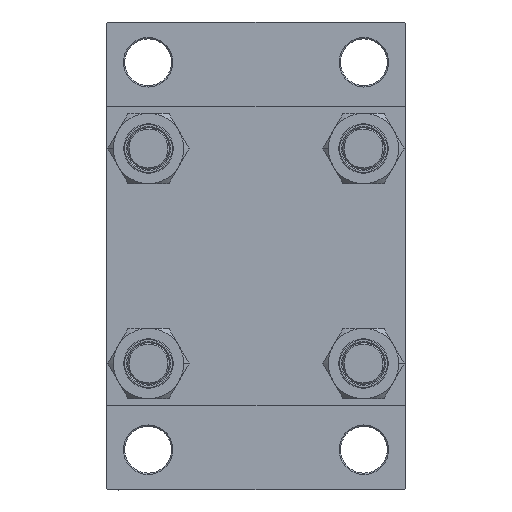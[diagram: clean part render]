
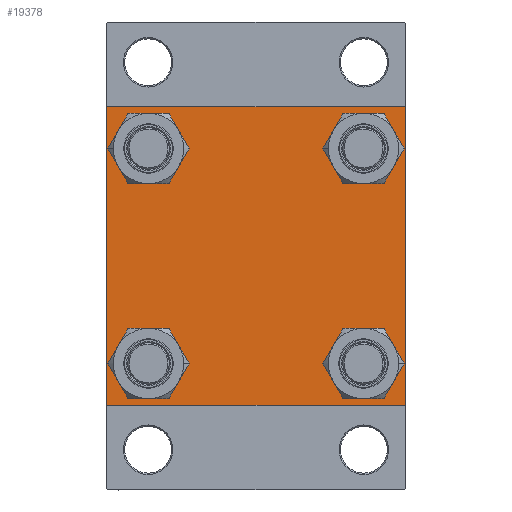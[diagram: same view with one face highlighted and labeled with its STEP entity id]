
A CAD part, left-side view. The second image highlights one B-rep face of the part: STEP entity #19378.
In plain terms, the highlighted planar face has unit normal (-1, 0, 0).
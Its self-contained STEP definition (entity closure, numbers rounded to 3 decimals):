
#569 = ORIENTED_EDGE ( 'NONE', *, *, #933, .T. ) ;
#842 = LINE ( 'NONE', #8582, #10167 ) ;
#933 = EDGE_CURVE ( 'NONE', #42881, #18314, #13273, .T. ) ;
#1061 = CIRCLE ( 'NONE', #38181, 8.5 ) ;
#2068 = VECTOR ( 'NONE', #45351, 1000. ) ;
#2235 = CARTESIAN_POINT ( 'NONE',  ( 0., 57.5, 57.5 ) ) ;
#2668 = CARTESIAN_POINT ( 'NONE',  ( 0., -41.35, 41.35 ) ) ;
#3017 = FACE_BOUND ( 'NONE', #40931, .T. ) ;
#3691 = VERTEX_POINT ( 'NONE', #25246 ) ;
#4276 = EDGE_CURVE ( 'NONE', #27403, #11234, #28055, .T. ) ;
#4349 = DIRECTION ( 'NONE',  ( 0., 0., 1. ) ) ;
#4551 = ORIENTED_EDGE ( 'NONE', *, *, #9268, .T. ) ;
#4797 = EDGE_CURVE ( 'NONE', #39656, #5654, #5173, .T. ) ;
#4938 = CIRCLE ( 'NONE', #40494, 8.5 ) ;
#5173 = LINE ( 'NONE', #2235, #12633 ) ;
#5654 = VERTEX_POINT ( 'NONE', #42494 ) ;
#6047 = DIRECTION ( 'NONE',  ( 0., 0., 1. ) ) ;
#6058 = EDGE_CURVE ( 'NONE', #18314, #42881, #11106, .T. ) ;
#6333 = VERTEX_POINT ( 'NONE', #24623 ) ;
#6695 = CARTESIAN_POINT ( 'NONE',  ( 0., 41.35, 49.85 ) ) ;
#7180 = ORIENTED_EDGE ( 'NONE', *, *, #27039, .T. ) ;
#7383 = EDGE_CURVE ( 'NONE', #29426, #3691, #22730, .T. ) ;
#7613 = VERTEX_POINT ( 'NONE', #7912 ) ;
#7695 = DIRECTION ( 'NONE',  ( 0., 0.707, 0.707 ) ) ;
#7706 = EDGE_LOOP ( 'NONE', ( #18344, #19121 ) ) ;
#7757 = DIRECTION ( 'NONE',  ( 0., -1., 0. ) ) ;
#7761 = CARTESIAN_POINT ( 'NONE',  ( 0., 41.35, -32.85 ) ) ;
#7912 = CARTESIAN_POINT ( 'NONE',  ( 0., -57., 57.5 ) ) ;
#8095 = DIRECTION ( 'NONE',  ( 0., 0., 1. ) ) ;
#8219 = CARTESIAN_POINT ( 'NONE',  ( 0., -57.5, 57.5 ) ) ;
#8582 = CARTESIAN_POINT ( 'NONE',  ( 0., 57.5, 57.5 ) ) ;
#8805 = AXIS2_PLACEMENT_3D ( 'NONE', #29512, #30235, #4349 ) ;
#9053 = DIRECTION ( 'NONE',  ( 0., 0.707, -0.707 ) ) ;
#9148 = DIRECTION ( 'NONE',  ( 1., 0., 0. ) ) ;
#9268 = EDGE_CURVE ( 'NONE', #43113, #21200, #1061, .T. ) ;
#9308 = DIRECTION ( 'NONE',  ( 1., 0., 0. ) ) ;
#9693 = CIRCLE ( 'NONE', #31375, 8.5 ) ;
#10167 = VECTOR ( 'NONE', #27900, 1000. ) ;
#10824 = LINE ( 'NONE', #29234, #41253 ) ;
#11106 = CIRCLE ( 'NONE', #8805, 8.5 ) ;
#11143 = CARTESIAN_POINT ( 'NONE',  ( 0., 57.5, -57.5 ) ) ;
#11234 = VERTEX_POINT ( 'NONE', #6695 ) ;
#11392 = LINE ( 'NONE', #11143, #33803 ) ;
#11496 = VERTEX_POINT ( 'NONE', #16098 ) ;
#11825 = VECTOR ( 'NONE', #45376, 1000. ) ;
#11952 = LINE ( 'NONE', #26715, #2068 ) ;
#11988 = CARTESIAN_POINT ( 'NONE',  ( 0., 41.35, -49.85 ) ) ;
#12534 = CARTESIAN_POINT ( 'NONE',  ( 0., -41.35, -41.35 ) ) ;
#12551 = EDGE_CURVE ( 'NONE', #5654, #11496, #11952, .T. ) ;
#12633 = VECTOR ( 'NONE', #20863, 1000. ) ;
#13011 = DIRECTION ( 'NONE',  ( 0., 0., 1. ) ) ;
#13273 = CIRCLE ( 'NONE', #46510, 8.5 ) ;
#14388 = DIRECTION ( 'NONE',  ( 0., 0., 1. ) ) ;
#15481 = DIRECTION ( 'NONE',  ( 0., 0., 1. ) ) ;
#15651 = AXIS2_PLACEMENT_3D ( 'NONE', #24775, #9308, #24315 ) ;
#16069 = CARTESIAN_POINT ( 'NONE',  ( 0., 41.35, -41.35 ) ) ;
#16085 = VERTEX_POINT ( 'NONE', #30599 ) ;
#16098 = CARTESIAN_POINT ( 'NONE',  ( 0., 57., -57.5 ) ) ;
#16158 = EDGE_CURVE ( 'NONE', #21200, #43113, #16308, .T. ) ;
#16308 = CIRCLE ( 'NONE', #31002, 8.5 ) ;
#17769 = PLANE ( 'NONE',  #36429 ) ;
#18013 = FACE_BOUND ( 'NONE', #7706, .T. ) ;
#18314 = VERTEX_POINT ( 'NONE', #31108 ) ;
#18344 = ORIENTED_EDGE ( 'NONE', *, *, #45852, .T. ) ;
#18944 = ORIENTED_EDGE ( 'NONE', *, *, #38041, .T. ) ;
#19121 = ORIENTED_EDGE ( 'NONE', *, *, #42775, .T. ) ;
#19366 = EDGE_LOOP ( 'NONE', ( #24747, #39059, #18944, #19622, #45079, #23531, #40240, #7180 ) ) ;
#19378 = ADVANCED_FACE ( 'NONE', ( #18013, #29878, #36192, #3017, #21884 ), #17769, .T. ) ;
#19622 = ORIENTED_EDGE ( 'NONE', *, *, #23828, .T. ) ;
#20389 = DIRECTION ( 'NONE',  ( 0., 0., 1. ) ) ;
#20861 = CARTESIAN_POINT ( 'NONE',  ( 0., -41.35, 49.85 ) ) ;
#20863 = DIRECTION ( 'NONE',  ( 0., 0., -1. ) ) ;
#21200 = VERTEX_POINT ( 'NONE', #11988 ) ;
#21248 = EDGE_CURVE ( 'NONE', #43125, #7613, #842, .T. ) ;
#21657 = ORIENTED_EDGE ( 'NONE', *, *, #6058, .T. ) ;
#21884 = FACE_OUTER_BOUND ( 'NONE', #19366, .T. ) ;
#22730 = LINE ( 'NONE', #8219, #28857 ) ;
#23531 = ORIENTED_EDGE ( 'NONE', *, *, #46276, .T. ) ;
#23828 = EDGE_CURVE ( 'NONE', #6333, #3691, #34490, .T. ) ;
#24315 = DIRECTION ( 'NONE',  ( 0., 0., 1. ) ) ;
#24623 = CARTESIAN_POINT ( 'NONE',  ( 0., -57., -57.5 ) ) ;
#24747 = ORIENTED_EDGE ( 'NONE', *, *, #4797, .T. ) ;
#24775 = CARTESIAN_POINT ( 'NONE',  ( 0., -41.35, 41.35 ) ) ;
#25246 = CARTESIAN_POINT ( 'NONE',  ( 0., -57.5, -57. ) ) ;
#26154 = CARTESIAN_POINT ( 'NONE',  ( 0., 57., 57.5 ) ) ;
#26378 = CARTESIAN_POINT ( 'NONE',  ( 0., 41.35, 32.85 ) ) ;
#26715 = CARTESIAN_POINT ( 'NONE',  ( 0., 57.25, -57.25 ) ) ;
#26768 = DIRECTION ( 'NONE',  ( 1., 0., 0. ) ) ;
#27039 = EDGE_CURVE ( 'NONE', #43125, #39656, #42214, .T. ) ;
#27403 = VERTEX_POINT ( 'NONE', #26378 ) ;
#27441 = CARTESIAN_POINT ( 'NONE',  ( 0., 57.25, 57.25 ) ) ;
#27900 = DIRECTION ( 'NONE',  ( 0., -1., 0. ) ) ;
#27955 = ORIENTED_EDGE ( 'NONE', *, *, #30338, .T. ) ;
#27986 = CIRCLE ( 'NONE', #15651, 8.5 ) ;
#28055 = CIRCLE ( 'NONE', #32743, 8.5 ) ;
#28561 = DIRECTION ( 'NONE',  ( 1., 0., 0. ) ) ;
#28857 = VECTOR ( 'NONE', #37977, 1000. ) ;
#29234 = CARTESIAN_POINT ( 'NONE',  ( 0., -57.25, 57.25 ) ) ;
#29426 = VERTEX_POINT ( 'NONE', #42638 ) ;
#29512 = CARTESIAN_POINT ( 'NONE',  ( 0., -41.35, -41.35 ) ) ;
#29878 = FACE_BOUND ( 'NONE', #31726, .T. ) ;
#30235 = DIRECTION ( 'NONE',  ( 1., 0., 0. ) ) ;
#30338 = EDGE_CURVE ( 'NONE', #11234, #27403, #9693, .T. ) ;
#30599 = CARTESIAN_POINT ( 'NONE',  ( 0., -41.35, 32.85 ) ) ;
#30615 = CARTESIAN_POINT ( 'NONE',  ( 0., -57.25, -57.25 ) ) ;
#31002 = AXIS2_PLACEMENT_3D ( 'NONE', #16069, #38344, #8095 ) ;
#31108 = CARTESIAN_POINT ( 'NONE',  ( 0., -41.35, -49.85 ) ) ;
#31375 = AXIS2_PLACEMENT_3D ( 'NONE', #34035, #26768, #20389 ) ;
#31726 = EDGE_LOOP ( 'NONE', ( #569, #21657 ) ) ;
#32539 = CARTESIAN_POINT ( 'NONE',  ( 0., 0., 0. ) ) ;
#32743 = AXIS2_PLACEMENT_3D ( 'NONE', #39210, #43552, #6047 ) ;
#33803 = VECTOR ( 'NONE', #7757, 1000. ) ;
#34035 = CARTESIAN_POINT ( 'NONE',  ( 0., 41.35, 41.35 ) ) ;
#34490 = LINE ( 'NONE', #30615, #11825 ) ;
#35741 = CARTESIAN_POINT ( 'NONE',  ( 0., 57.5, 57. ) ) ;
#36192 = FACE_BOUND ( 'NONE', #44079, .T. ) ;
#36429 = AXIS2_PLACEMENT_3D ( 'NONE', #32539, #47303, #14388 ) ;
#37143 = CARTESIAN_POINT ( 'NONE',  ( 0., -41.35, -32.85 ) ) ;
#37766 = DIRECTION ( 'NONE',  ( 1., 0., 0. ) ) ;
#37771 = ORIENTED_EDGE ( 'NONE', *, *, #16158, .T. ) ;
#37977 = DIRECTION ( 'NONE',  ( 0., 0., -1. ) ) ;
#38041 = EDGE_CURVE ( 'NONE', #11496, #6333, #11392, .T. ) ;
#38181 = AXIS2_PLACEMENT_3D ( 'NONE', #39458, #28561, #40187 ) ;
#38344 = DIRECTION ( 'NONE',  ( 1., 0., 0. ) ) ;
#38974 = VECTOR ( 'NONE', #9053, 1000. ) ;
#39059 = ORIENTED_EDGE ( 'NONE', *, *, #12551, .T. ) ;
#39210 = CARTESIAN_POINT ( 'NONE',  ( 0., 41.35, 41.35 ) ) ;
#39458 = CARTESIAN_POINT ( 'NONE',  ( 0., 41.35, -41.35 ) ) ;
#39656 = VERTEX_POINT ( 'NONE', #35741 ) ;
#40187 = DIRECTION ( 'NONE',  ( 0., 0., 1. ) ) ;
#40240 = ORIENTED_EDGE ( 'NONE', *, *, #21248, .F. ) ;
#40494 = AXIS2_PLACEMENT_3D ( 'NONE', #2668, #37766, #15481 ) ;
#40931 = EDGE_LOOP ( 'NONE', ( #27955, #40980 ) ) ;
#40980 = ORIENTED_EDGE ( 'NONE', *, *, #4276, .T. ) ;
#41253 = VECTOR ( 'NONE', #7695, 1000. ) ;
#42214 = LINE ( 'NONE', #27441, #38974 ) ;
#42494 = CARTESIAN_POINT ( 'NONE',  ( 0., 57.5, -57. ) ) ;
#42638 = CARTESIAN_POINT ( 'NONE',  ( 0., -57.5, 57. ) ) ;
#42775 = EDGE_CURVE ( 'NONE', #16085, #43556, #27986, .T. ) ;
#42881 = VERTEX_POINT ( 'NONE', #37143 ) ;
#43113 = VERTEX_POINT ( 'NONE', #7761 ) ;
#43125 = VERTEX_POINT ( 'NONE', #26154 ) ;
#43552 = DIRECTION ( 'NONE',  ( 1., 0., 0. ) ) ;
#43556 = VERTEX_POINT ( 'NONE', #20861 ) ;
#44079 = EDGE_LOOP ( 'NONE', ( #4551, #37771 ) ) ;
#45079 = ORIENTED_EDGE ( 'NONE', *, *, #7383, .F. ) ;
#45351 = DIRECTION ( 'NONE',  ( 0., -0.707, -0.707 ) ) ;
#45376 = DIRECTION ( 'NONE',  ( 0., -0.707, 0.707 ) ) ;
#45852 = EDGE_CURVE ( 'NONE', #43556, #16085, #4938, .T. ) ;
#46276 = EDGE_CURVE ( 'NONE', #29426, #7613, #10824, .T. ) ;
#46510 = AXIS2_PLACEMENT_3D ( 'NONE', #12534, #9148, #13011 ) ;
#47303 = DIRECTION ( 'NONE',  ( -1., 0., 0. ) ) ;
